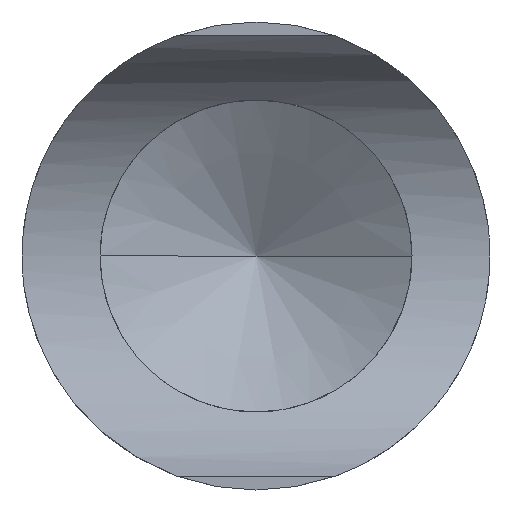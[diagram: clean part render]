
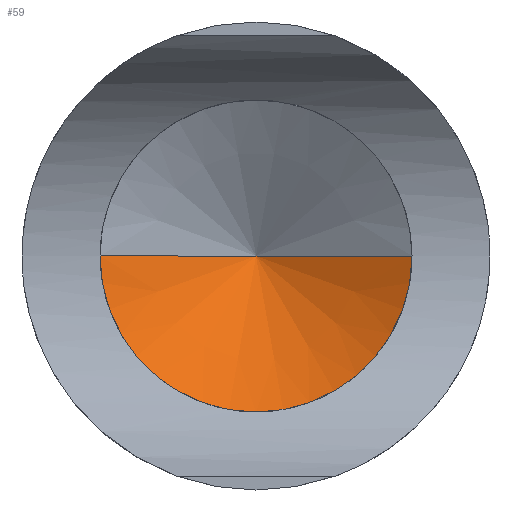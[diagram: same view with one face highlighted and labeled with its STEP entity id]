
A CAD part, left-side view. The second image highlights one B-rep face of the part: STEP entity #59.
In plain terms, the highlighted conical face has half-angle 60 degrees and reference radius 4 mm.
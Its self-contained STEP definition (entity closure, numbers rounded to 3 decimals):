
#6 = CONICAL_SURFACE ( 'NONE', #456, 4., 1.047 ) ;
#7 = VECTOR ( 'NONE', #249, 1000. ) ;
#21 = ORIENTED_EDGE ( 'NONE', *, *, #446, .F. ) ;
#59 = ADVANCED_FACE ( 'NONE', ( #484 ), #6, .F. ) ;
#80 = EDGE_CURVE ( 'NONE', #562, #199, #253, .T. ) ;
#112 = CARTESIAN_POINT ( 'NONE',  ( 80., -4., 0. ) ) ;
#132 = VECTOR ( 'NONE', #347, 1000. ) ;
#138 = DIRECTION ( 'NONE',  ( 1., 0., 0. ) ) ;
#187 = CARTESIAN_POINT ( 'NONE',  ( 80., 0., 0. ) ) ;
#199 = VERTEX_POINT ( 'NONE', #405 ) ;
#247 = LINE ( 'NONE', #112, #7 ) ;
#249 = DIRECTION ( 'NONE',  ( -0.5, -0.866, 0. ) ) ;
#253 = LINE ( 'NONE', #442, #132 ) ;
#277 = CARTESIAN_POINT ( 'NONE',  ( 82.309, 0., 0. ) ) ;
#278 = CARTESIAN_POINT ( 'NONE',  ( 80., 0., 0. ) ) ;
#289 = DIRECTION ( 'NONE',  ( 0., 1., 0. ) ) ;
#315 = ORIENTED_EDGE ( 'NONE', *, *, #80, .T. ) ;
#318 = VERTEX_POINT ( 'NONE', #336 ) ;
#336 = CARTESIAN_POINT ( 'NONE',  ( 80., -4., 0. ) ) ;
#347 = DIRECTION ( 'NONE',  ( -0.5, 0.866, 0. ) ) ;
#378 = EDGE_CURVE ( 'NONE', #318, #199, #390, .T. ) ;
#390 = CIRCLE ( 'NONE', #444, 4. ) ;
#396 = ORIENTED_EDGE ( 'NONE', *, *, #378, .F. ) ;
#405 = CARTESIAN_POINT ( 'NONE',  ( 80., 4., 0. ) ) ;
#442 = CARTESIAN_POINT ( 'NONE',  ( 80., 4., 0. ) ) ;
#444 = AXIS2_PLACEMENT_3D ( 'NONE', #278, #138, #289 ) ;
#446 = EDGE_CURVE ( 'NONE', #562, #318, #247, .T. ) ;
#456 = AXIS2_PLACEMENT_3D ( 'NONE', #187, #525, #490 ) ;
#484 = FACE_OUTER_BOUND ( 'NONE', #551, .T. ) ;
#490 = DIRECTION ( 'NONE',  ( 0., -1., 0. ) ) ;
#525 = DIRECTION ( 'NONE',  ( -1., 0., 0. ) ) ;
#551 = EDGE_LOOP ( 'NONE', ( #21, #315, #396 ) ) ;
#562 = VERTEX_POINT ( 'NONE', #277 ) ;
